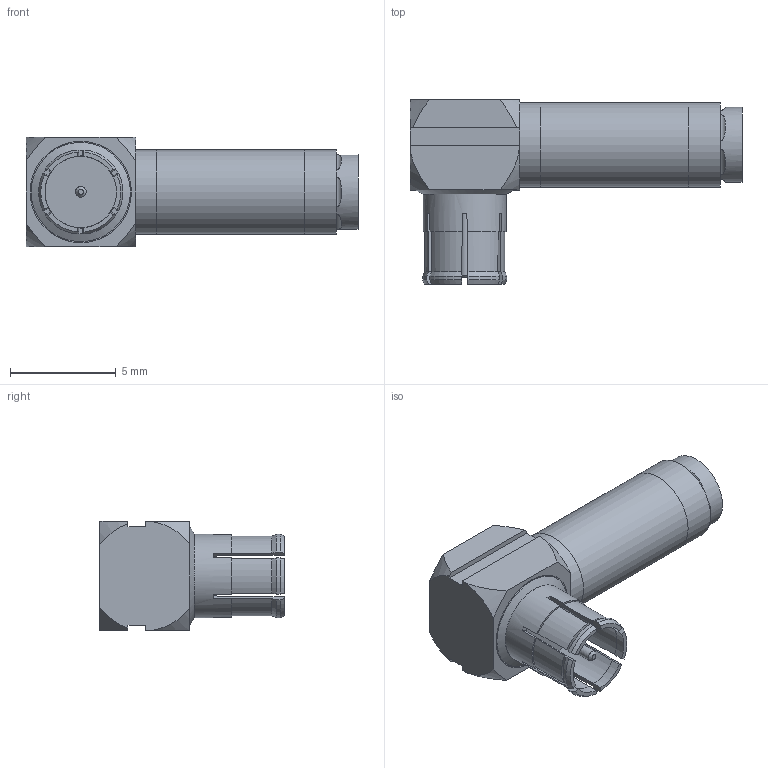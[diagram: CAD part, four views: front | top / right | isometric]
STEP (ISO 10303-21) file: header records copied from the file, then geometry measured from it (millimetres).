
FILE_DESCRIPTION (( 'STEP AP203' ), '1' );
FILE_NAME ('PE45086_3D.step', '2020-09-18T20:28:09', ( '' ), ( '' ), 'SwSTEP 2.0', 'SolidWorks 2018', '' );
FILE_SCHEMA (( 'CONFIG_CONTROL_DESIGN' ));
Length unit declared in the file: inch
Products named in the file (1): PE45086_3D
Bounding box: 15.71 x 8.73 x 5.18 mm (x, y, z)
Volume: 320.6 mm3; surface area: 806.5 mm2
Topology: 4 solids, 4 shells, 139 faces, 352 edges, 230 vertices
Faces by surface type: plane 77, cylinder 32, cone 29, torus 1
Full cylindrical faces by diameter (mm): 0.508 x1, 1.524 x1, 1.943 x1, 2.095 x1, 2.601 x1, 3.2 x1, 3.379 x1, 3.43 x1, 3.543 x1, 3.938 x1, 3.988 x2, 4.699 x1, 4.801 x1
Entity records: 4303 total; most frequent: CARTESIAN_POINT 1126, ORIENTED_EDGE 652, DIRECTION 612, EDGE_CURVE 326, AXIS2_PLACEMENT_3D 244, VERTEX_POINT 222, EDGE_LOOP 170, FACE_OUTER_BOUND 154
